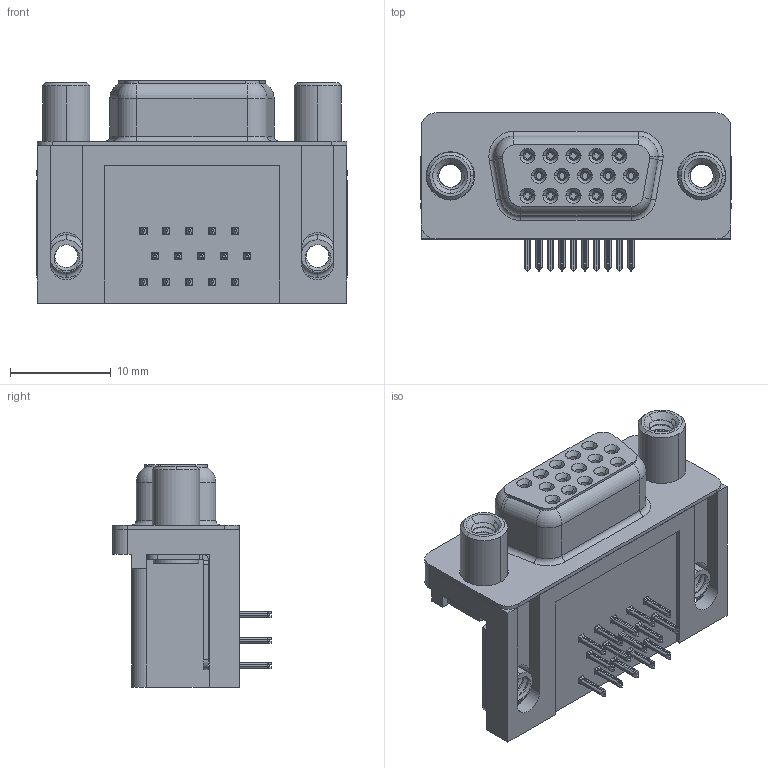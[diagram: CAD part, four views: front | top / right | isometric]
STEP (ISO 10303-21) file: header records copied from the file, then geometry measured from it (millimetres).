
FILE_DESCRIPTION (( 'STEP AP203' ), '1' );
FILE_NAME ('634-015-374-050.STEP', '2018-11-09T21:43:33', ( '' ), ( '' ), 'SwSTEP 2.0', 'SolidWorks 2016', '' );
FILE_SCHEMA (( 'CONFIG_CONTROL_DESIGN' ));
Length unit declared in the file: millimetre
Products named in the file (9): Contact Middle_Recessed; Round Threaded Standoff; 634-015-374-050; 634 Housing; 634 Shell; Contact Bottom; Contact Middle; Contact Top; 4-40 Threaded Board Mount
Assembly tree (21 placements, depth 2):
  634-015-374-050
    634 Housing
    634 Shell
    Contact Bottom  x5
    Contact Middle  x4
    Contact Top  x5
    4-40 Threaded Board Mount  x2
    Contact Middle_Recessed
    Round Threaded Standoff  x2
Bounding box: 30.89 x 15.73 x 22.1 mm (x, y, z)
Volume: 4655.2 mm3; surface area: 6777.3 mm2
Topology: 21 solids, 21 shells, 2445 faces, 6446 edges, 4060 vertices
Faces by surface type: plane 1058, cylinder 619, bspline 542, cone 192, torus 34
Entity records: 39121 total; most frequent: CARTESIAN_POINT 15632, ORIENTED_EDGE 4976, DIRECTION 4029, EDGE_CURVE 2488, VERTEX_POINT 1582, LINE 1449, VECTOR 1449, AXIS2_PLACEMENT_3D 1290
